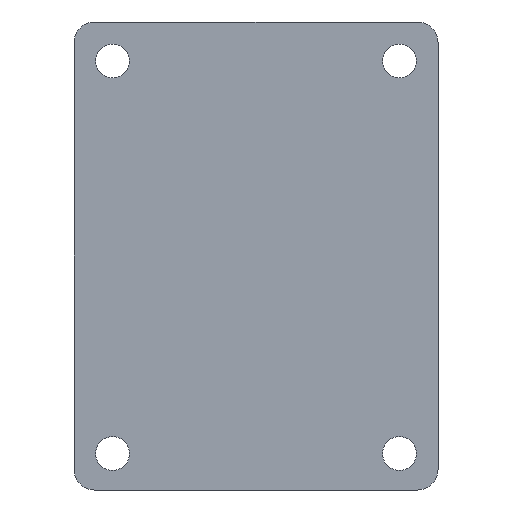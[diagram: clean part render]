
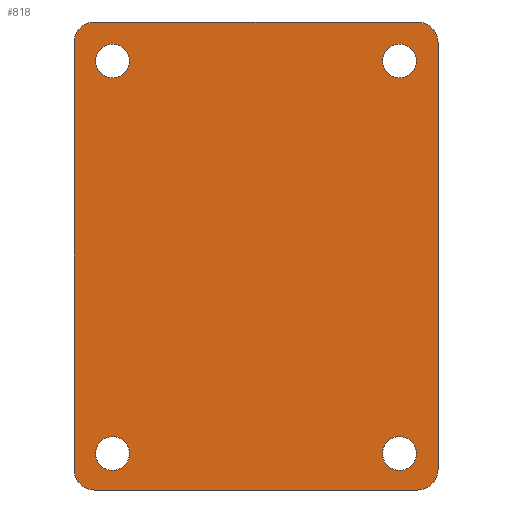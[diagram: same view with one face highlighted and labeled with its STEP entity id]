
A CAD part, left-side view. The second image highlights one B-rep face of the part: STEP entity #818.
In plain terms, the highlighted planar face has unit normal (-1, 0, 0).
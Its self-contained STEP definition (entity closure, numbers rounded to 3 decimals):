
#15=FACE_BOUND('',#100,.T.);
#16=FACE_BOUND('',#101,.T.);
#17=FACE_BOUND('',#102,.T.);
#18=FACE_BOUND('',#103,.T.);
#28=PLANE('',#891);
#53=FACE_OUTER_BOUND('',#99,.T.);
#99=EDGE_LOOP('',(#559,#560,#561,#562,#563,#564,#565,#566));
#100=EDGE_LOOP('',(#567));
#101=EDGE_LOOP('',(#568));
#102=EDGE_LOOP('',(#569));
#103=EDGE_LOOP('',(#570));
#154=LINE('',#1256,#229);
#155=LINE('',#1260,#230);
#156=LINE('',#1264,#231);
#157=LINE('',#1267,#232);
#229=VECTOR('',#999,10.);
#230=VECTOR('',#1002,10.);
#231=VECTOR('',#1005,10.);
#232=VECTOR('',#1008,10.);
#306=CIRCLE('',#892,2.);
#307=CIRCLE('',#893,2.);
#308=CIRCLE('',#894,2.);
#309=CIRCLE('',#895,2.);
#310=CIRCLE('',#896,1.625);
#311=CIRCLE('',#897,1.625);
#312=CIRCLE('',#898,1.625);
#313=CIRCLE('',#899,1.625);
#352=VERTEX_POINT('',#1252);
#353=VERTEX_POINT('',#1253);
#354=VERTEX_POINT('',#1255);
#355=VERTEX_POINT('',#1257);
#356=VERTEX_POINT('',#1259);
#357=VERTEX_POINT('',#1261);
#358=VERTEX_POINT('',#1263);
#359=VERTEX_POINT('',#1265);
#360=VERTEX_POINT('',#1268);
#361=VERTEX_POINT('',#1270);
#362=VERTEX_POINT('',#1272);
#363=VERTEX_POINT('',#1274);
#434=EDGE_CURVE('',#352,#353,#306,.T.);
#435=EDGE_CURVE('',#354,#352,#154,.T.);
#436=EDGE_CURVE('',#355,#354,#307,.T.);
#437=EDGE_CURVE('',#356,#355,#155,.T.);
#438=EDGE_CURVE('',#357,#356,#308,.T.);
#439=EDGE_CURVE('',#358,#357,#156,.T.);
#440=EDGE_CURVE('',#359,#358,#309,.T.);
#441=EDGE_CURVE('',#353,#359,#157,.T.);
#442=EDGE_CURVE('',#360,#360,#310,.T.);
#443=EDGE_CURVE('',#361,#361,#311,.T.);
#444=EDGE_CURVE('',#362,#362,#312,.T.);
#445=EDGE_CURVE('',#363,#363,#313,.T.);
#559=ORIENTED_EDGE('',*,*,#434,.F.);
#560=ORIENTED_EDGE('',*,*,#435,.F.);
#561=ORIENTED_EDGE('',*,*,#436,.F.);
#562=ORIENTED_EDGE('',*,*,#437,.F.);
#563=ORIENTED_EDGE('',*,*,#438,.F.);
#564=ORIENTED_EDGE('',*,*,#439,.F.);
#565=ORIENTED_EDGE('',*,*,#440,.F.);
#566=ORIENTED_EDGE('',*,*,#441,.F.);
#567=ORIENTED_EDGE('',*,*,#442,.F.);
#568=ORIENTED_EDGE('',*,*,#443,.F.);
#569=ORIENTED_EDGE('',*,*,#444,.F.);
#570=ORIENTED_EDGE('',*,*,#445,.F.);
#818=ADVANCED_FACE('',(#53,#15,#16,#17,#18),#28,.F.);
#891=AXIS2_PLACEMENT_3D('',#1251,#995,#996);
#892=AXIS2_PLACEMENT_3D('',#1254,#997,#998);
#893=AXIS2_PLACEMENT_3D('',#1258,#1000,#1001);
#894=AXIS2_PLACEMENT_3D('',#1262,#1003,#1004);
#895=AXIS2_PLACEMENT_3D('',#1266,#1006,#1007);
#896=AXIS2_PLACEMENT_3D('',#1269,#1009,#1010);
#897=AXIS2_PLACEMENT_3D('',#1271,#1011,#1012);
#898=AXIS2_PLACEMENT_3D('',#1273,#1013,#1014);
#899=AXIS2_PLACEMENT_3D('',#1275,#1015,#1016);
#995=DIRECTION('center_axis',(1.,0.,0.));
#996=DIRECTION('ref_axis',(0.,0.,-1.));
#997=DIRECTION('center_axis',(1.,0.,0.));
#998=DIRECTION('ref_axis',(0.,0.707,-0.707));
#999=DIRECTION('',(0.,1.,0.));
#1000=DIRECTION('center_axis',(1.,0.,0.));
#1001=DIRECTION('ref_axis',(0.,-0.707,-0.707));
#1002=DIRECTION('',(0.,0.,-1.));
#1003=DIRECTION('center_axis',(1.,0.,0.));
#1004=DIRECTION('ref_axis',(0.,-0.707,0.707));
#1005=DIRECTION('',(0.,-1.,0.));
#1006=DIRECTION('center_axis',(1.,0.,0.));
#1007=DIRECTION('ref_axis',(0.,0.707,0.707));
#1008=DIRECTION('',(0.,0.,1.));
#1009=DIRECTION('center_axis',(-1.,0.,0.));
#1010=DIRECTION('ref_axis',(0.,-1.,0.));
#1011=DIRECTION('center_axis',(-1.,0.,0.));
#1012=DIRECTION('ref_axis',(0.,-1.,0.));
#1013=DIRECTION('center_axis',(-1.,0.,0.));
#1014=DIRECTION('ref_axis',(0.,-1.,0.));
#1015=DIRECTION('center_axis',(-1.,0.,0.));
#1016=DIRECTION('ref_axis',(0.,-1.,0.));
#1251=CARTESIAN_POINT('Origin',(0.,-1.25,4.646));
#1252=CARTESIAN_POINT('',(0.,14.25,-14.104));
#1253=CARTESIAN_POINT('',(0.,16.25,-12.104));
#1254=CARTESIAN_POINT('Origin',(0.,14.25,-12.104));
#1255=CARTESIAN_POINT('',(0.,-16.75,-14.104));
#1256=CARTESIAN_POINT('',(0.,-18.75,-14.104));
#1257=CARTESIAN_POINT('',(0.,-18.75,-12.104));
#1258=CARTESIAN_POINT('Origin',(0.,-16.75,-12.104));
#1259=CARTESIAN_POINT('',(0.,-18.75,28.896));
#1260=CARTESIAN_POINT('',(0.,-18.75,23.396));
#1261=CARTESIAN_POINT('',(0.,-16.75,30.896));
#1262=CARTESIAN_POINT('Origin',(0.,-16.75,28.896));
#1263=CARTESIAN_POINT('',(0.,14.25,30.896));
#1264=CARTESIAN_POINT('',(0.,-11.325,30.896));
#1265=CARTESIAN_POINT('',(0.,16.25,28.896));
#1266=CARTESIAN_POINT('Origin',(0.,14.25,28.896));
#1267=CARTESIAN_POINT('',(0.,16.25,-14.104));
#1268=CARTESIAN_POINT('',(0.,-13.413,27.146));
#1269=CARTESIAN_POINT('Origin',(0.,-15.038,27.146));
#1270=CARTESIAN_POINT('',(0.,14.163,27.146));
#1271=CARTESIAN_POINT('Origin',(0.,12.538,27.146));
#1272=CARTESIAN_POINT('',(0.,-13.413,-10.604));
#1273=CARTESIAN_POINT('Origin',(0.,-15.038,-10.604));
#1274=CARTESIAN_POINT('',(0.,14.163,-10.604));
#1275=CARTESIAN_POINT('Origin',(0.,12.538,-10.604));
